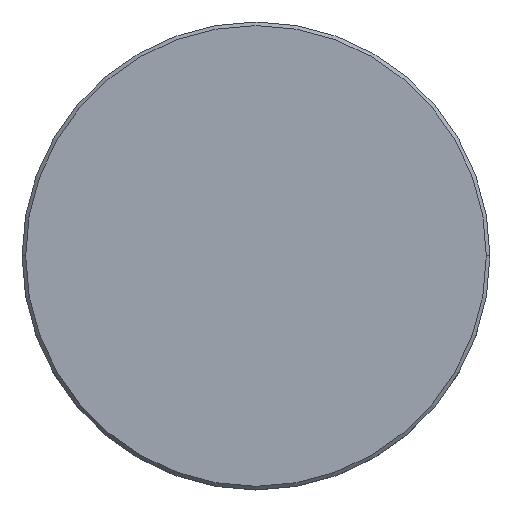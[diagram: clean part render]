
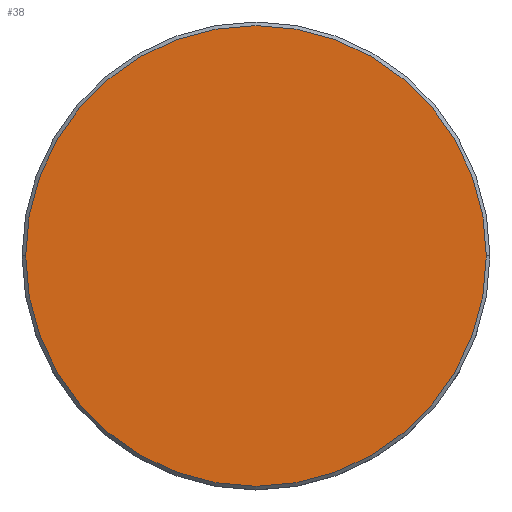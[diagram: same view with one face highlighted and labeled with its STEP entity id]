
A CAD part, top view. The second image highlights one B-rep face of the part: STEP entity #38.
In plain terms, the highlighted planar face has unit normal (0, 0, 1).
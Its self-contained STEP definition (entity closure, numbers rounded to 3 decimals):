
#17 = CARTESIAN_POINT ( 'NONE',  ( 0., 0., 0. ) ) ;
#36 = CARTESIAN_POINT ( 'NONE',  ( 0., 0., 0. ) ) ;
#38 = ADVANCED_FACE ( 'NONE', ( #1051 ), #708, .T. ) ;
#131 = AXIS2_PLACEMENT_3D ( 'NONE', #36, #772, #301 ) ;
#147 = ORIENTED_EDGE ( 'NONE', *, *, #1004, .T. ) ;
#226 = DIRECTION ( 'NONE',  ( 1., 0., 0. ) ) ;
#272 = VERTEX_POINT ( 'NONE', #625 ) ;
#301 = DIRECTION ( 'NONE',  ( 1., 0., 0. ) ) ;
#313 = ORIENTED_EDGE ( 'NONE', *, *, #653, .T. ) ;
#377 = AXIS2_PLACEMENT_3D ( 'NONE', #984, #813, #714 ) ;
#455 = CIRCLE ( 'NONE', #131, 32. ) ;
#588 = EDGE_LOOP ( 'NONE', ( #313, #147 ) ) ;
#613 = CARTESIAN_POINT ( 'NONE',  ( -32., 0., 0. ) ) ;
#625 = CARTESIAN_POINT ( 'NONE',  ( 32., 0., 0. ) ) ;
#653 = EDGE_CURVE ( 'NONE', #710, #272, #987, .T. ) ;
#708 = PLANE ( 'NONE',  #934 ) ;
#710 = VERTEX_POINT ( 'NONE', #613 ) ;
#714 = DIRECTION ( 'NONE',  ( 1., 0., 0. ) ) ;
#772 = DIRECTION ( 'NONE',  ( 0., 0., 1. ) ) ;
#813 = DIRECTION ( 'NONE',  ( 0., 0., 1. ) ) ;
#858 = DIRECTION ( 'NONE',  ( 0., 0., 1. ) ) ;
#934 = AXIS2_PLACEMENT_3D ( 'NONE', #17, #858, #226 ) ;
#984 = CARTESIAN_POINT ( 'NONE',  ( 0., 0., 0. ) ) ;
#987 = CIRCLE ( 'NONE', #377, 32. ) ;
#1004 = EDGE_CURVE ( 'NONE', #272, #710, #455, .T. ) ;
#1051 = FACE_OUTER_BOUND ( 'NONE', #588, .T. ) ;
